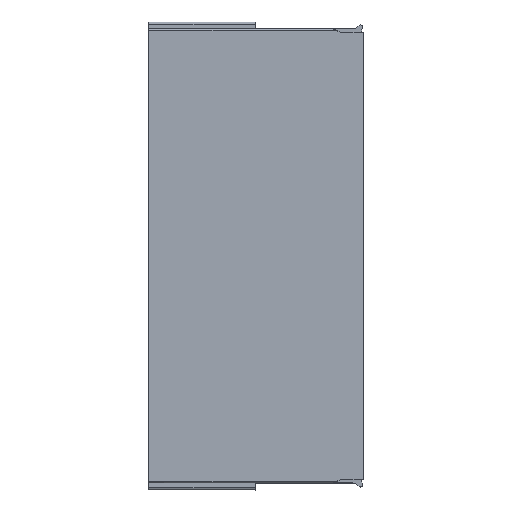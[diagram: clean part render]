
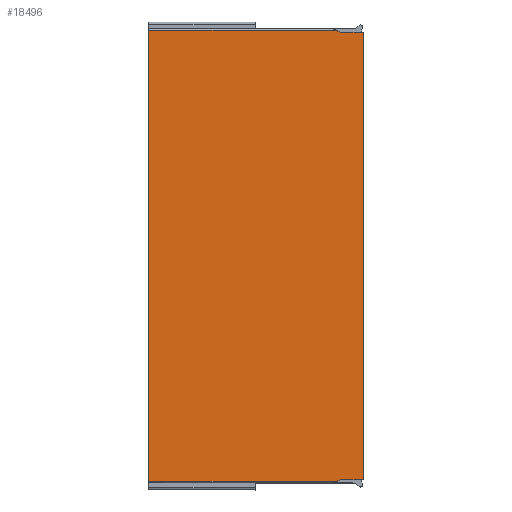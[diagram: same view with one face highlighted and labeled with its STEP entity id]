
A CAD part, top view. The second image highlights one B-rep face of the part: STEP entity #18496.
In plain terms, the highlighted planar face has unit normal (0, 0, 1).
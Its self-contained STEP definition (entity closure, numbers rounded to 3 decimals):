
#1551=DIRECTION('',(0.,1.,0.));
#1552=VECTOR('',#1551,60.96);
#1553=CARTESIAN_POINT('',(14.625,1.4,7.145));
#1554=LINE('',#1553,#1552);
#5200=CARTESIAN_POINT('',(-14.625,62.608,7.143));
#5208=CARTESIAN_POINT('',(-14.625,1.152,7.143));
#5938=DIRECTION('',(-0.907,0.421,-0.004));
#5939=VECTOR('',#5938,0.594);
#5940=CARTESIAN_POINT('',(11.525,62.36,7.145));
#5941=LINE('',#5940,#5939);
#5942=DIRECTION('',(-1.,0.,0.));
#5943=VECTOR('',#5942,3.1);
#5944=CARTESIAN_POINT('',(14.625,62.36,7.145));
#5945=LINE('',#5944,#5943);
#5946=DIRECTION('',(-1.,0.,0.));
#5947=VECTOR('',#5946,3.1);
#5948=CARTESIAN_POINT('',(14.625,1.4,7.145));
#5949=LINE('',#5948,#5947);
#5950=DIRECTION('',(-0.907,-0.421,-0.004));
#5951=VECTOR('',#5950,0.594);
#5952=CARTESIAN_POINT('',(11.525,1.4,7.145));
#5953=LINE('',#5952,#5951);
#5954=DIRECTION('',(1.,0.,0.));
#5955=VECTOR('',#5954,25.611);
#5956=CARTESIAN_POINT('',(-14.625,1.152,7.143));
#5957=LINE('',#5956,#5955);
#5958=DIRECTION('',(0.,1.,0.));
#5959=VECTOR('',#5958,61.456);
#5960=CARTESIAN_POINT('',(-14.625,1.152,7.143));
#5961=LINE('',#5960,#5959);
#5962=DIRECTION('',(-1.,0.,0.));
#5963=VECTOR('',#5962,25.611);
#5964=CARTESIAN_POINT('',(10.986,62.61,7.143));
#5965=LINE('',#5964,#5963);
#8511=CARTESIAN_POINT('',(14.625,1.4,7.145));
#8512=CARTESIAN_POINT('',(11.525,1.4,7.145));
#8513=VERTEX_POINT('',#8511);
#8514=VERTEX_POINT('',#8512);
#8549=VERTEX_POINT('',#5208);
#8558=CARTESIAN_POINT('',(10.986,1.15,7.143));
#8559=VERTEX_POINT('',#8558);
#9013=VERTEX_POINT('',#5200);
#9161=CARTESIAN_POINT('',(11.525,62.36,7.145));
#9163=VERTEX_POINT('',#9161);
#9223=CARTESIAN_POINT('',(10.986,62.61,7.143));
#9224=VERTEX_POINT('',#9223);
#9225=CARTESIAN_POINT('',(14.625,62.36,7.145));
#9226=VERTEX_POINT('',#9225);
#18478=CARTESIAN_POINT('',(-14.625,0.,7.145));
#18479=DIRECTION('',(0.,0.,1.));
#18480=DIRECTION('',(1.,0.,0.));
#18481=AXIS2_PLACEMENT_3D('',#18478,#18479,#18480);
#18482=PLANE('',#18481);
#18483=ORIENTED_EDGE('',*,*,#17412,.F.);
#18484=ORIENTED_EDGE('',*,*,#18473,.F.);
#18485=ORIENTED_EDGE('',*,*,#10948,.F.);
#18487=ORIENTED_EDGE('',*,*,#18486,.T.);
#18489=ORIENTED_EDGE('',*,*,#18488,.T.);
#18491=ORIENTED_EDGE('',*,*,#18490,.F.);
#18492=ORIENTED_EDGE('',*,*,#17361,.T.);
#18493=ORIENTED_EDGE('',*,*,#17395,.F.);
#18494=EDGE_LOOP('',(#18483,#18484,#18485,#18487,#18489,#18491,#18492,#18493));
#18495=FACE_OUTER_BOUND('',#18494,.F.);
#18496=ADVANCED_FACE('',(#18495),#18482,.T.);
#10948=EDGE_CURVE('',#8513,#9226,#1554,.T.);
#17361=EDGE_CURVE('',#8549,#9013,#5961,.T.);
#17395=EDGE_CURVE('',#9224,#9013,#5965,.T.);
#17412=EDGE_CURVE('',#9163,#9224,#5941,.T.);
#18473=EDGE_CURVE('',#9226,#9163,#5945,.T.);
#18486=EDGE_CURVE('',#8513,#8514,#5949,.T.);
#18488=EDGE_CURVE('',#8514,#8559,#5953,.T.);
#18490=EDGE_CURVE('',#8549,#8559,#5957,.T.);
